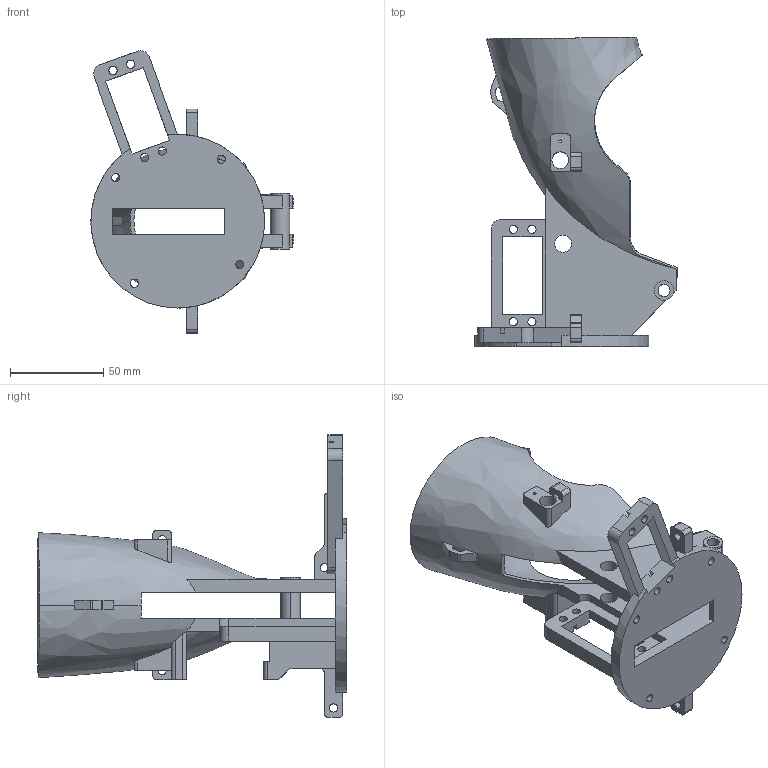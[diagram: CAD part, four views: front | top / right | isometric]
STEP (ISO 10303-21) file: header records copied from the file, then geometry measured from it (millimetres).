
FILE_DESCRIPTION (( 'STEP AP203' ), '1' );
FILE_NAME ('ACE D4 CHUTE TOWER REV 0.STEP', '2023-02-27T01:36:28', ( '' ), ( '' ), 'SwSTEP 2.0', 'SolidWorks 2020', '' );
FILE_SCHEMA (( 'CONFIG_CONTROL_DESIGN' ));
Length unit declared in the file: millimetre
Products named in the file (1): ACE D4 CHUTE TOWER REV 0
Bounding box: 108.19 x 165.45 x 151.19 mm (x, y, z)
Volume: 143667.6 mm3; surface area: 75230.6 mm2
Topology: 1 solids, 1 shells, 245 faces, 744 edges, 487 vertices
Faces by surface type: plane 123, cylinder 97, bspline 21, cone 4
Entity records: 28051 total; most frequent: CARTESIAN_POINT 21309, ORIENTED_EDGE 1480, DIRECTION 1275, EDGE_CURVE 740, VERTEX_POINT 487, VECTOR 427, LINE 427, AXIS2_PLACEMENT_3D 424
